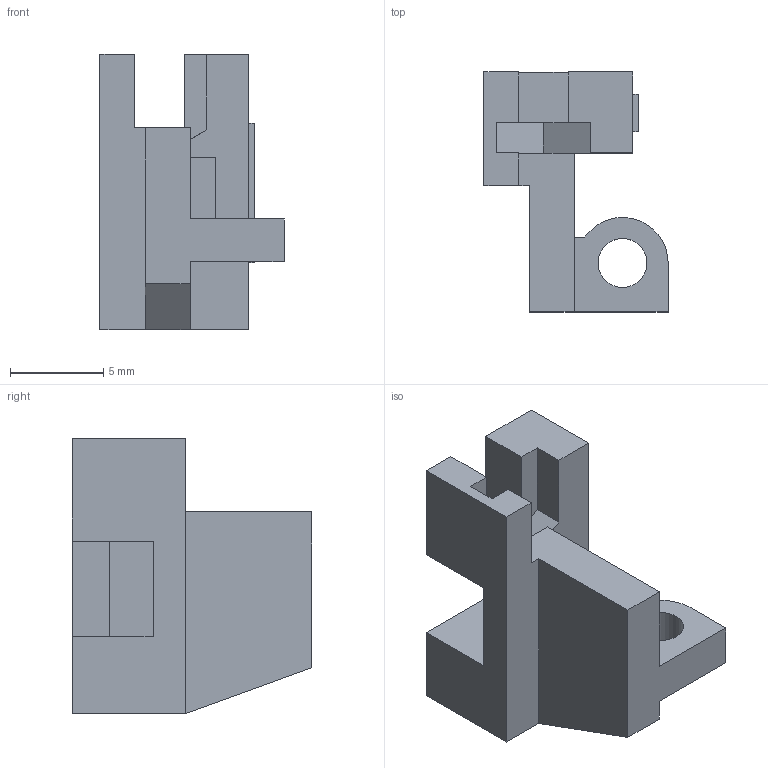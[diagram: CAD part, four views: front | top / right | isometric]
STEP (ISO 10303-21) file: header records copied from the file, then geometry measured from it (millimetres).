
FILE_DESCRIPTION(/* description */ (''),/* implementation_level */ '2;1');
FILE_NAME(/* name */ '100550156ugm000_c.stp',/* time_stamp */ '2017-07-10T11:42:48+02:00',/* author */ (''),/* organization */ (''),/* preprocessor_version */ 'ST-DEVELOPER v16',/* originating_system */ 'SIEMENS PLM Software NX 10.0',/* authorisation */ '');
FILE_SCHEMA (('AUTOMOTIVE_DESIGN { 1 0 10303 214 3 1 1 1 }'));
Length unit declared in the file: millimetre
Products named in the file (1): 100550156ugm000_c
Bounding box: 9.9 x 12.88 x 14.8 mm (x, y, z)
Volume: 633.8 mm3; surface area: 829.6 mm2
Topology: 1 solids, 1 shells, 40 faces, 125 edges, 87 vertices
Faces by surface type: plane 38, cylinder 2
Full cylindrical faces by diameter (mm): 2.63 x1
Entity records: 1713 total; most frequent: CARTESIAN_POINT 279, ORIENTED_EDGE 248, DIRECTION 201, EDGE_CURVE 124, LINE 111, VECTOR 111, VERTEX_POINT 86, AXIS2_PLACEMENT_3D 45
